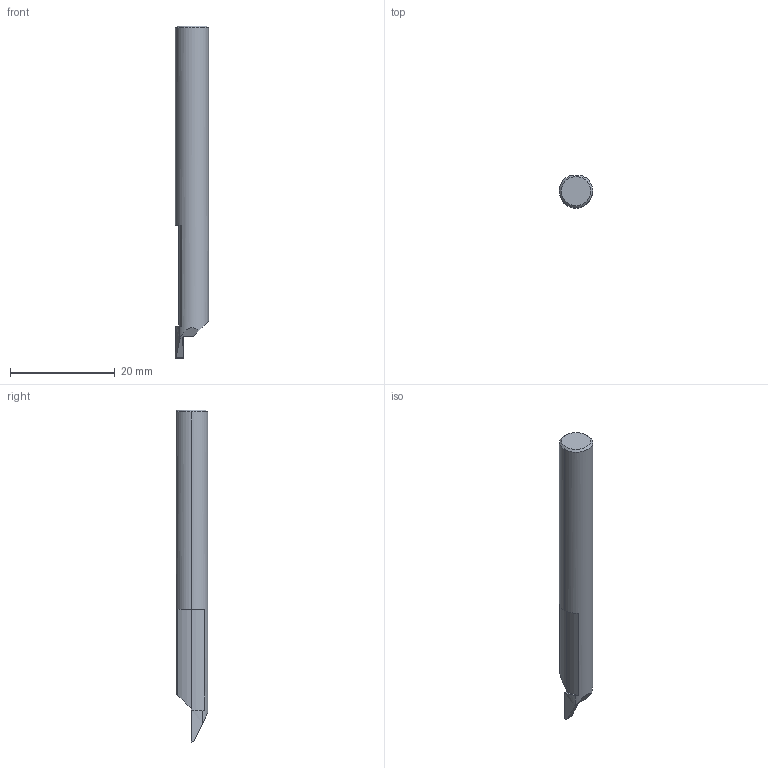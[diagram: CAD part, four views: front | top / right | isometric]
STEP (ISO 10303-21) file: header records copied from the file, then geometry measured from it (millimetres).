
FILE_DESCRIPTION (( 'STEP AP214' ), '1' );
FILE_NAME ('Micro_FG-250-062-150X.STEP', '2021-09-08T13:57:56', ( '' ), ( '' ), 'SwSTEP 2.0', 'SolidWorks 2020', '' );
FILE_SCHEMA (( 'AUTOMOTIVE_DESIGN' ));
Length unit declared in the file: inch
Products named in the file (1): Micro_FG-250-062-150X
Bounding box: 6.35 x 6.1 x 63.5 mm (x, y, z)
Volume: 1752.1 mm3; surface area: 1216.2 mm2
Topology: 1 solids, 1 shells, 22 faces, 57 edges, 37 vertices
Faces by surface type: plane 12, cylinder 7, cone 3
Entity records: 718 total; most frequent: CARTESIAN_POINT 168, ORIENTED_EDGE 114, DIRECTION 100, EDGE_CURVE 57, VERTEX_POINT 37, AXIS2_PLACEMENT_3D 35, VECTOR 30, LINE 30
